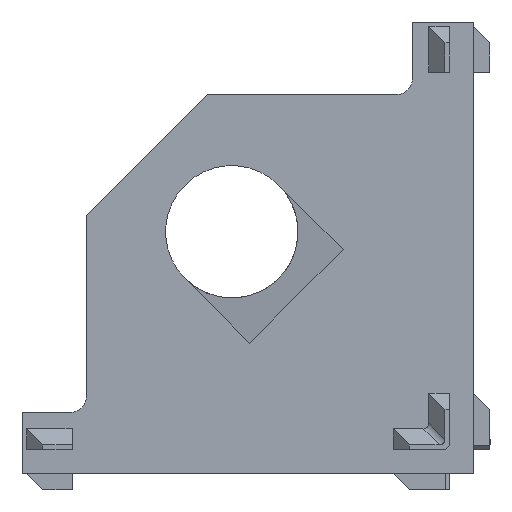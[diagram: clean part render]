
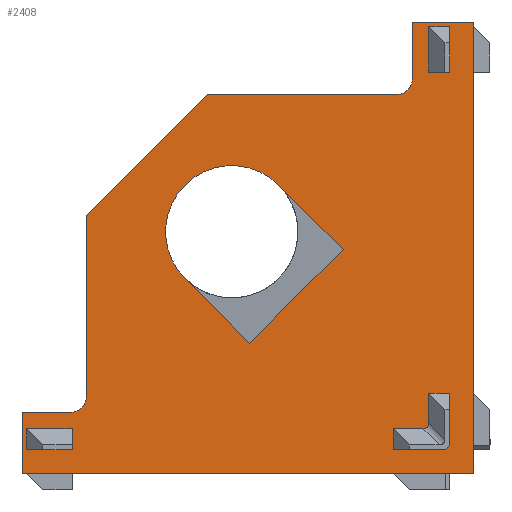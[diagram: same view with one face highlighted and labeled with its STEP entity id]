
A CAD part, left-side view. The second image highlights one B-rep face of the part: STEP entity #2408.
In plain terms, the highlighted planar face has unit normal (-1, 0, 0).
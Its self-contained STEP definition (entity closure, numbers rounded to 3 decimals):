
#37=FACE_BOUND('',#359,.T.);
#38=FACE_BOUND('',#360,.T.);
#39=FACE_BOUND('',#361,.T.);
#40=FACE_BOUND('',#362,.T.);
#53=PLANE('',#2590);
#160=ELLIPSE('',#2594,0.866,0.5);
#210=FACE_OUTER_BOUND('',#358,.T.);
#358=EDGE_LOOP('',(#1750,#1751,#1752,#1753,#1754,#1755,#1756,#1757,#1758,
#1759,#1760));
#359=EDGE_LOOP('',(#1761,#1762,#1763,#1764));
#360=EDGE_LOOP('',(#1765,#1766,#1767,#1768));
#361=EDGE_LOOP('',(#1769,#1770,#1771,#1772));
#362=EDGE_LOOP('',(#1773,#1774,#1775,#1776,#1777,#1778,#1779,#1780));
#521=CIRCLE('',#2591,1.);
#522=CIRCLE('',#2592,1.);
#523=CIRCLE('',#2593,4.1);
#585=LINE('',#3562,#857);
#607=LINE('',#3610,#879);
#608=LINE('',#3612,#880);
#609=LINE('',#3614,#881);
#610=LINE('',#3618,#882);
#611=LINE('',#3620,#883);
#612=LINE('',#3621,#884);
#613=LINE('',#3623,#885);
#614=LINE('',#3625,#886);
#615=LINE('',#3629,#887);
#616=LINE('',#3631,#888);
#617=LINE('',#3633,#889);
#618=LINE('',#3634,#890);
#619=LINE('',#3637,#891);
#620=LINE('',#3639,#892);
#621=LINE('',#3641,#893);
#622=LINE('',#3645,#894);
#623=LINE('',#3647,#895);
#624=LINE('',#3649,#896);
#625=LINE('',#3650,#897);
#626=LINE('',#3653,#898);
#627=LINE('',#3657,#899);
#628=LINE('',#3659,#900);
#629=LINE('',#3661,#901);
#630=LINE('',#3663,#902);
#631=LINE('',#3665,#903);
#632=LINE('',#3666,#904);
#857=VECTOR('',#2839,1000.);
#879=VECTOR('',#2867,1000.);
#880=VECTOR('',#2868,1000.);
#881=VECTOR('',#2869,1000.);
#882=VECTOR('',#2872,1000.);
#883=VECTOR('',#2873,1000.);
#884=VECTOR('',#2874,1000.);
#885=VECTOR('',#2875,1000.);
#886=VECTOR('',#2876,1000.);
#887=VECTOR('',#2879,1000.);
#888=VECTOR('',#2880,1000.);
#889=VECTOR('',#2881,1000.);
#890=VECTOR('',#2882,1000.);
#891=VECTOR('',#2883,1000.);
#892=VECTOR('',#2884,1000.);
#893=VECTOR('',#2885,1000.);
#894=VECTOR('',#2888,1000.);
#895=VECTOR('',#2889,1000.);
#896=VECTOR('',#2890,1000.);
#897=VECTOR('',#2891,1000.);
#898=VECTOR('',#2892,1000.);
#899=VECTOR('',#2895,1000.);
#900=VECTOR('',#2896,1000.);
#901=VECTOR('',#2897,1000.);
#902=VECTOR('',#2898,1000.);
#903=VECTOR('',#2899,1000.);
#904=VECTOR('',#2900,1000.);
#1138=VERTEX_POINT('',#3559);
#1139=VERTEX_POINT('',#3561);
#1161=VERTEX_POINT('',#3608);
#1162=VERTEX_POINT('',#3609);
#1163=VERTEX_POINT('',#3611);
#1164=VERTEX_POINT('',#3613);
#1165=VERTEX_POINT('',#3615);
#1166=VERTEX_POINT('',#3617);
#1167=VERTEX_POINT('',#3619);
#1168=VERTEX_POINT('',#3622);
#1169=VERTEX_POINT('',#3624);
#1170=VERTEX_POINT('',#3627);
#1171=VERTEX_POINT('',#3628);
#1172=VERTEX_POINT('',#3630);
#1173=VERTEX_POINT('',#3632);
#1174=VERTEX_POINT('',#3635);
#1175=VERTEX_POINT('',#3636);
#1176=VERTEX_POINT('',#3638);
#1177=VERTEX_POINT('',#3640);
#1178=VERTEX_POINT('',#3643);
#1179=VERTEX_POINT('',#3644);
#1180=VERTEX_POINT('',#3646);
#1181=VERTEX_POINT('',#3648);
#1182=VERTEX_POINT('',#3651);
#1183=VERTEX_POINT('',#3652);
#1184=VERTEX_POINT('',#3654);
#1185=VERTEX_POINT('',#3656);
#1186=VERTEX_POINT('',#3658);
#1187=VERTEX_POINT('',#3660);
#1188=VERTEX_POINT('',#3662);
#1189=VERTEX_POINT('',#3664);
#1372=EDGE_CURVE('',#1138,#1139,#585,.T.);
#1396=EDGE_CURVE('',#1161,#1162,#607,.T.);
#1397=EDGE_CURVE('',#1161,#1163,#608,.T.);
#1398=EDGE_CURVE('',#1164,#1163,#609,.T.);
#1399=EDGE_CURVE('',#1164,#1165,#521,.T.);
#1400=EDGE_CURVE('',#1165,#1166,#610,.T.);
#1401=EDGE_CURVE('',#1166,#1167,#611,.T.);
#1402=EDGE_CURVE('',#1167,#1139,#612,.T.);
#1403=EDGE_CURVE('',#1168,#1138,#613,.T.);
#1404=EDGE_CURVE('',#1169,#1168,#614,.T.);
#1405=EDGE_CURVE('',#1169,#1162,#522,.T.);
#1406=EDGE_CURVE('',#1170,#1171,#615,.T.);
#1407=EDGE_CURVE('',#1172,#1170,#616,.T.);
#1408=EDGE_CURVE('',#1173,#1172,#617,.T.);
#1409=EDGE_CURVE('',#1171,#1173,#618,.T.);
#1410=EDGE_CURVE('',#1174,#1175,#619,.T.);
#1411=EDGE_CURVE('',#1174,#1176,#620,.T.);
#1412=EDGE_CURVE('',#1176,#1177,#621,.T.);
#1413=EDGE_CURVE('',#1177,#1175,#523,.T.);
#1414=EDGE_CURVE('',#1178,#1179,#622,.T.);
#1415=EDGE_CURVE('',#1180,#1178,#623,.T.);
#1416=EDGE_CURVE('',#1181,#1180,#624,.T.);
#1417=EDGE_CURVE('',#1179,#1181,#625,.T.);
#1418=EDGE_CURVE('',#1182,#1183,#626,.T.);
#1419=EDGE_CURVE('',#1182,#1184,#160,.T.);
#1420=EDGE_CURVE('',#1185,#1184,#627,.T.);
#1421=EDGE_CURVE('',#1186,#1185,#628,.T.);
#1422=EDGE_CURVE('',#1187,#1186,#629,.T.);
#1423=EDGE_CURVE('',#1188,#1187,#630,.T.);
#1424=EDGE_CURVE('',#1189,#1188,#631,.T.);
#1425=EDGE_CURVE('',#1183,#1189,#632,.T.);
#1750=ORIENTED_EDGE('',*,*,#1396,.F.);
#1751=ORIENTED_EDGE('',*,*,#1397,.T.);
#1752=ORIENTED_EDGE('',*,*,#1398,.F.);
#1753=ORIENTED_EDGE('',*,*,#1399,.T.);
#1754=ORIENTED_EDGE('',*,*,#1400,.T.);
#1755=ORIENTED_EDGE('',*,*,#1401,.T.);
#1756=ORIENTED_EDGE('',*,*,#1402,.T.);
#1757=ORIENTED_EDGE('',*,*,#1372,.F.);
#1758=ORIENTED_EDGE('',*,*,#1403,.F.);
#1759=ORIENTED_EDGE('',*,*,#1404,.F.);
#1760=ORIENTED_EDGE('',*,*,#1405,.T.);
#1761=ORIENTED_EDGE('',*,*,#1406,.F.);
#1762=ORIENTED_EDGE('',*,*,#1407,.F.);
#1763=ORIENTED_EDGE('',*,*,#1408,.F.);
#1764=ORIENTED_EDGE('',*,*,#1409,.F.);
#1765=ORIENTED_EDGE('',*,*,#1410,.F.);
#1766=ORIENTED_EDGE('',*,*,#1411,.T.);
#1767=ORIENTED_EDGE('',*,*,#1412,.T.);
#1768=ORIENTED_EDGE('',*,*,#1413,.T.);
#1769=ORIENTED_EDGE('',*,*,#1414,.F.);
#1770=ORIENTED_EDGE('',*,*,#1415,.F.);
#1771=ORIENTED_EDGE('',*,*,#1416,.F.);
#1772=ORIENTED_EDGE('',*,*,#1417,.F.);
#1773=ORIENTED_EDGE('',*,*,#1418,.F.);
#1774=ORIENTED_EDGE('',*,*,#1419,.T.);
#1775=ORIENTED_EDGE('',*,*,#1420,.F.);
#1776=ORIENTED_EDGE('',*,*,#1421,.F.);
#1777=ORIENTED_EDGE('',*,*,#1422,.F.);
#1778=ORIENTED_EDGE('',*,*,#1423,.F.);
#1779=ORIENTED_EDGE('',*,*,#1424,.F.);
#1780=ORIENTED_EDGE('',*,*,#1425,.F.);
#2408=ADVANCED_FACE('',(#210,#37,#38,#39,#40),#53,.F.);
#2590=AXIS2_PLACEMENT_3D('',#3607,#2865,#2866);
#2591=AXIS2_PLACEMENT_3D('',#3616,#2870,#2871);
#2592=AXIS2_PLACEMENT_3D('',#3626,#2877,#2878);
#2593=AXIS2_PLACEMENT_3D('',#3642,#2886,#2887);
#2594=AXIS2_PLACEMENT_3D('',#3655,#2893,#2894);
#2839=DIRECTION('',(0.,0.,-1.));
#2865=DIRECTION('center_axis',(1.,0.,0.));
#2866=DIRECTION('ref_axis',(0.,0.,-1.));
#2867=DIRECTION('',(0.,-1.,0.));
#2868=DIRECTION('',(0.,0.707,-0.707));
#2869=DIRECTION('',(0.,0.,1.));
#2870=DIRECTION('center_axis',(1.,0.,0.));
#2871=DIRECTION('ref_axis',(0.,0.,-1.));
#2872=DIRECTION('',(0.,1.,0.));
#2873=DIRECTION('',(0.,0.,-1.));
#2874=DIRECTION('',(0.,-1.,0.));
#2875=DIRECTION('',(0.,-1.,0.));
#2876=DIRECTION('',(0.,0.,1.));
#2877=DIRECTION('center_axis',(1.,0.,0.));
#2878=DIRECTION('ref_axis',(0.,0.,-1.));
#2879=DIRECTION('',(0.,1.,0.));
#2880=DIRECTION('',(0.,0.,1.));
#2881=DIRECTION('',(0.,-1.,0.));
#2882=DIRECTION('',(0.,0.,-1.));
#2883=DIRECTION('',(0.,0.707,0.707));
#2884=DIRECTION('',(0.,0.707,-0.707));
#2885=DIRECTION('',(0.,0.707,0.707));
#2886=DIRECTION('center_axis',(1.,0.,0.));
#2887=DIRECTION('ref_axis',(0.,0.,-1.));
#2888=DIRECTION('',(0.,-1.,0.));
#2889=DIRECTION('',(0.,0.,-1.));
#2890=DIRECTION('',(0.,1.,0.));
#2891=DIRECTION('',(0.,0.,1.));
#2892=DIRECTION('',(0.,1.,0.));
#2893=DIRECTION('center_axis',(-1.,0.,0.));
#2894=DIRECTION('ref_axis',(0.,0.707,0.707));
#2895=DIRECTION('',(0.,0.,-1.));
#2896=DIRECTION('',(0.,1.,0.));
#2897=DIRECTION('',(0.,0.,1.));
#2898=DIRECTION('',(0.,-0.707,0.707));
#2899=DIRECTION('',(0.,-1.,0.));
#2900=DIRECTION('',(0.,0.,-1.));
#3559=CARTESIAN_POINT('',(-14.,-14.,14.));
#3561=CARTESIAN_POINT('',(-14.,-14.,-14.));
#3562=CARTESIAN_POINT('',(-14.,-14.,14.));
#3607=CARTESIAN_POINT('Origin',(-14.,-14.,14.));
#3608=CARTESIAN_POINT('',(-14.,2.5,9.5));
#3609=CARTESIAN_POINT('',(-14.,-9.2,9.5));
#3610=CARTESIAN_POINT('',(-14.,0.,9.5));
#3611=CARTESIAN_POINT('',(-14.,10.,2.));
#3612=CARTESIAN_POINT('',(-14.,2.5,9.5));
#3613=CARTESIAN_POINT('',(-14.,10.,-9.2));
#3614=CARTESIAN_POINT('',(-14.,10.,0.));
#3615=CARTESIAN_POINT('',(-14.,11.,-10.2));
#3616=CARTESIAN_POINT('Origin',(-14.,11.,-9.2));
#3617=CARTESIAN_POINT('',(-14.,14.,-10.2));
#3618=CARTESIAN_POINT('',(-14.,10.,-10.2));
#3619=CARTESIAN_POINT('',(-14.,14.,-14.));
#3620=CARTESIAN_POINT('',(-14.,14.,14.));
#3621=CARTESIAN_POINT('',(-14.,-14.,-14.));
#3622=CARTESIAN_POINT('',(-14.,-10.2,14.));
#3623=CARTESIAN_POINT('',(-14.,-14.,14.));
#3624=CARTESIAN_POINT('',(-14.,-10.2,10.5));
#3625=CARTESIAN_POINT('',(-14.,-10.2,9.5));
#3626=CARTESIAN_POINT('Origin',(-14.,-9.2,10.5));
#3627=CARTESIAN_POINT('',(-14.,10.9,-11.2));
#3628=CARTESIAN_POINT('',(-14.,13.7,-11.2));
#3629=CARTESIAN_POINT('',(-14.,13.7,-11.2));
#3630=CARTESIAN_POINT('',(-14.,10.9,-12.5));
#3631=CARTESIAN_POINT('',(-14.,10.9,-11.2));
#3632=CARTESIAN_POINT('',(-14.,13.7,-12.5));
#3633=CARTESIAN_POINT('',(-14.,13.7,-12.5));
#3634=CARTESIAN_POINT('',(-14.,13.7,-11.2));
#3635=CARTESIAN_POINT('',(-14.,-5.901,-0.102));
#3636=CARTESIAN_POINT('',(-14.,-1.899,3.899));
#3637=CARTESIAN_POINT('',(-14.,-2.899,2.899));
#3638=CARTESIAN_POINT('',(-14.,-0.102,-5.901));
#3639=CARTESIAN_POINT('',(-14.,-17.001,10.999));
#3640=CARTESIAN_POINT('',(-14.,3.899,-1.899));
#3641=CARTESIAN_POINT('',(-14.,2.899,-2.899));
#3642=CARTESIAN_POINT('Origin',(-14.,1.,1.));
#3643=CARTESIAN_POINT('',(-14.,-11.2,10.9));
#3644=CARTESIAN_POINT('',(-14.,-12.5,10.9));
#3645=CARTESIAN_POINT('',(-14.,-12.5,10.9));
#3646=CARTESIAN_POINT('',(-14.,-11.2,13.7));
#3647=CARTESIAN_POINT('',(-14.,-11.2,10.9));
#3648=CARTESIAN_POINT('',(-14.,-12.5,13.7));
#3649=CARTESIAN_POINT('',(-14.,-12.5,13.7));
#3650=CARTESIAN_POINT('',(-14.,-12.5,10.9));
#3651=CARTESIAN_POINT('',(-14.,-10.846,-11.2));
#3652=CARTESIAN_POINT('',(-14.,-9.,-11.2));
#3653=CARTESIAN_POINT('',(-14.,-9.,-11.2));
#3654=CARTESIAN_POINT('',(-14.,-11.2,-10.846));
#3655=CARTESIAN_POINT('Origin',(-14.,-10.493,-10.493));
#3656=CARTESIAN_POINT('',(-14.,-11.2,-9.));
#3657=CARTESIAN_POINT('',(-14.,-11.2,-11.2));
#3658=CARTESIAN_POINT('',(-14.,-12.5,-9.));
#3659=CARTESIAN_POINT('',(-14.,-11.2,-9.));
#3660=CARTESIAN_POINT('',(-14.,-12.5,-12.25));
#3661=CARTESIAN_POINT('',(-14.,-12.5,-12.25));
#3662=CARTESIAN_POINT('',(-14.,-12.25,-12.5));
#3663=CARTESIAN_POINT('',(-14.,-12.25,-12.5));
#3664=CARTESIAN_POINT('',(-14.,-9.,-12.5));
#3665=CARTESIAN_POINT('',(-14.,-9.,-12.5));
#3666=CARTESIAN_POINT('',(-14.,-9.,-12.5));
